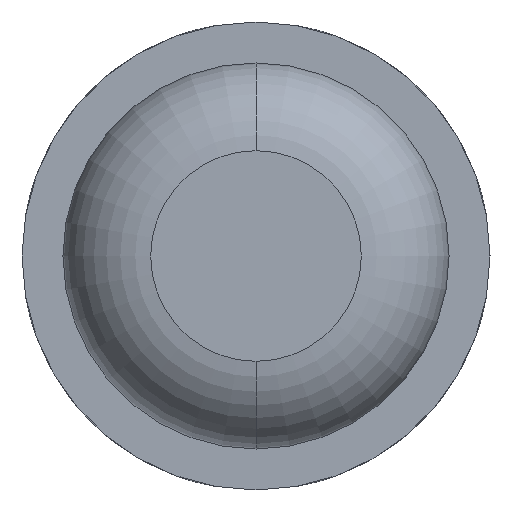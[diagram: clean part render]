
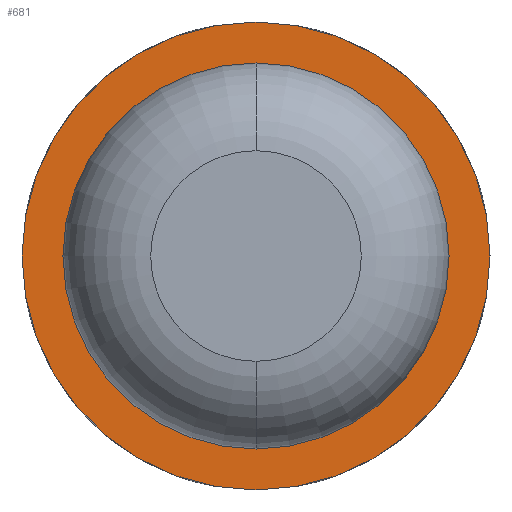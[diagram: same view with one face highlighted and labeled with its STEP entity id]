
A CAD part, front view. The second image highlights one B-rep face of the part: STEP entity #681.
In plain terms, the highlighted planar face has unit normal (0, -1, 0).
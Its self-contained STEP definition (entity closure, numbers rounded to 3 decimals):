
#445 = CARTESIAN_POINT ( 'NONE',  ( -1., -9., 0. ) ) ;
#533 = VERTEX_POINT ( 'NONE', #445 ) ;
#536 = ORIENTED_EDGE ( 'NONE', *, *, #4873, .F. ) ;
#659 = DIRECTION ( 'NONE',  ( -1., 0., 0. ) ) ;
#681 = ADVANCED_FACE ( 'Defeature ausgef�hrt1_4', ( #4620, #3324 ), #2820, .F. ) ;
#873 = ORIENTED_EDGE ( 'NONE', *, *, #3312, .T. ) ;
#1171 = CIRCLE ( 'NONE', #1574, 0.825 ) ;
#1242 = CARTESIAN_POINT ( 'NONE',  ( 0., -9., -0.825 ) ) ;
#1255 = CARTESIAN_POINT ( 'NONE',  ( 0., -9., 0. ) ) ;
#1350 = EDGE_CURVE ( 'Defeature ausgef�hrt1_5+Defeature ausgef�hrt1_4+Defeature ausgef�hrt1_4+Defeature ausgef�hrt1_4', #2521, #533, #4815, .T. ) ;
#1574 = AXIS2_PLACEMENT_3D ( 'NONE', #2406, #4688, #5394 ) ;
#1648 = AXIS2_PLACEMENT_3D ( 'NONE', #4531, #5004, #659 ) ;
#2071 = EDGE_LOOP ( 'NONE', ( #3433, #873 ) ) ;
#2133 = DIRECTION ( 'NONE',  ( 0., 1., 0. ) ) ;
#2401 = EDGE_LOOP ( 'NONE', ( #536, #4044 ) ) ;
#2406 = CARTESIAN_POINT ( 'NONE',  ( 0., -9., 0. ) ) ;
#2521 = VERTEX_POINT ( 'NONE', #5424 ) ;
#2820 = PLANE ( 'NONE',  #1648 ) ;
#3190 = DIRECTION ( 'NONE',  ( 0., 1., 0. ) ) ;
#3245 = CARTESIAN_POINT ( 'NONE',  ( 0., -9., 0. ) ) ;
#3312 = EDGE_CURVE ( 'Defeature ausgef�hrt1_4+Defeature ausgef�hrt1_0+Defeature ausgef�hrt1_0+Defeature ausgef�hrt1_0', #3925, #5328, #1171, .T. ) ;
#3324 = FACE_BOUND ( 'NONE', #2071, .T. ) ;
#3420 = DIRECTION ( 'NONE',  ( 0., 1., 0. ) ) ;
#3433 = ORIENTED_EDGE ( 'NONE', *, *, #3846, .T. ) ;
#3783 = DIRECTION ( 'NONE',  ( -1., 0., 0. ) ) ;
#3846 = EDGE_CURVE ( 'Defeature ausgef�hrt1_4+Defeature ausgef�hrt1_0+Defeature ausgef�hrt1_0+Defeature ausgef�hrt1_0', #5328, #3925, #5021, .T. ) ;
#3855 = DIRECTION ( 'NONE',  ( -1., 0., 0. ) ) ;
#3925 = VERTEX_POINT ( 'NONE', #1242 ) ;
#4044 = ORIENTED_EDGE ( 'NONE', *, *, #1350, .F. ) ;
#4246 = CARTESIAN_POINT ( 'NONE',  ( 0., -9., 0.825 ) ) ;
#4442 = AXIS2_PLACEMENT_3D ( 'NONE', #3245, #3190, #5330 ) ;
#4531 = CARTESIAN_POINT ( 'NONE',  ( 0.825, -9., 0. ) ) ;
#4577 = AXIS2_PLACEMENT_3D ( 'NONE', #1255, #3420, #3855 ) ;
#4620 = FACE_OUTER_BOUND ( 'NONE', #2401, .T. ) ;
#4636 = CIRCLE ( 'NONE', #4442, 1. ) ;
#4688 = DIRECTION ( 'NONE',  ( 0., 1., 0. ) ) ;
#4815 = CIRCLE ( 'NONE', #4577, 1. ) ;
#4873 = EDGE_CURVE ( 'Defeature ausgef�hrt1_5+Defeature ausgef�hrt1_4+Defeature ausgef�hrt1_4+Defeature ausgef�hrt1_4', #533, #2521, #4636, .T. ) ;
#5004 = DIRECTION ( 'NONE',  ( 0., 1., 0. ) ) ;
#5021 = CIRCLE ( 'NONE', #5572, 0.825 ) ;
#5116 = CARTESIAN_POINT ( 'NONE',  ( 0., -9., 0. ) ) ;
#5328 = VERTEX_POINT ( 'NONE', #4246 ) ;
#5330 = DIRECTION ( 'NONE',  ( -1., 0., 0. ) ) ;
#5394 = DIRECTION ( 'NONE',  ( -1., 0., 0. ) ) ;
#5424 = CARTESIAN_POINT ( 'NONE',  ( 1., -9., 0. ) ) ;
#5572 = AXIS2_PLACEMENT_3D ( 'NONE', #5116, #2133, #3783 ) ;
